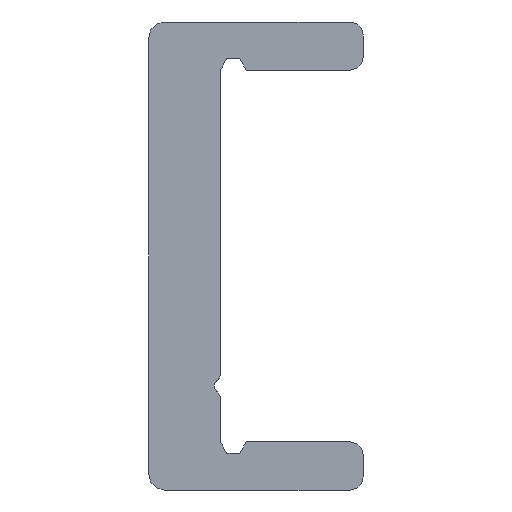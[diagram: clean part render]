
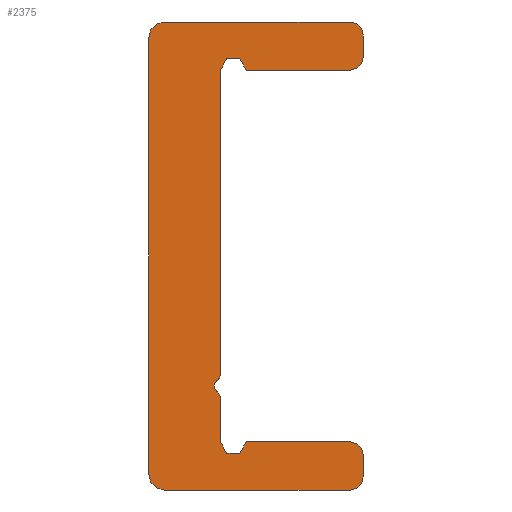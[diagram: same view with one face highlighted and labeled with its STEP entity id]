
A CAD part, left-side view. The second image highlights one B-rep face of the part: STEP entity #2375.
In plain terms, the highlighted planar face has unit normal (-1, 0, 0).
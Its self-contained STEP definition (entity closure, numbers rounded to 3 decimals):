
#1548=CARTESIAN_POINT('',(0.0,1.375,-4.567));
#1549=VERTEX_POINT('',#1548);
#1556=CARTESIAN_POINT('',(0.0,1.5,-4.783));
#1557=VERTEX_POINT('',#1556);
#1558=CARTESIAN_POINT('',(0.0,1.625,-4.567));
#1559=DIRECTION('',(1.0,0.0,0.0));
#1560=DIRECTION('',(0.0,-1.0,0.0));
#1561=AXIS2_PLACEMENT_3D('',#1558,#1559,#1560);
#1562=CIRCLE('',#1561,0.25);
#1563=EDGE_CURVE('',#1549,#1557,#1562,.T.);
#1673=CARTESIAN_POINT('',(0.0,1.375,7.15));
#1674=VERTEX_POINT('',#1673);
#1681=CARTESIAN_POINT('',(0.0,1.375,7.15));
#1682=DIRECTION('',(0.0,0.0,-1.0));
#1683=VECTOR('',#1682,11.717);
#1684=LINE('',#1681,#1683);
#1685=EDGE_CURVE('',#1674,#1549,#1684,.T.);
#1741=CARTESIAN_POINT('',(0.0,-4.125,-8.5));
#1742=VERTEX_POINT('',#1741);
#1749=CARTESIAN_POINT('',(0.0,-3.625,-9.0));
#1750=VERTEX_POINT('',#1749);
#1751=CARTESIAN_POINT('',(0.0,-3.625,-8.5));
#1752=DIRECTION('',(1.0,0.0,0.0));
#1753=DIRECTION('',(0.0,-1.0,0.0));
#1754=AXIS2_PLACEMENT_3D('',#1751,#1752,#1753);
#1755=CIRCLE('',#1754,0.5);
#1756=EDGE_CURVE('',#1742,#1750,#1755,.T.);
#1780=CARTESIAN_POINT('',(0.0,-4.125,-7.65));
#1781=VERTEX_POINT('',#1780);
#1788=CARTESIAN_POINT('',(0.0,-4.125,-7.65));
#1789=DIRECTION('',(0.0,0.0,-1.0));
#1790=VECTOR('',#1789,0.85);
#1791=LINE('',#1788,#1790);
#1792=EDGE_CURVE('',#1781,#1742,#1791,.T.);
#1812=CARTESIAN_POINT('',(0.0,-3.625,-7.15));
#1813=VERTEX_POINT('',#1812);
#1820=CARTESIAN_POINT('',(0.0,-3.625,-7.65));
#1821=DIRECTION('',(1.0,0.0,0.0));
#1822=DIRECTION('',(0.0,0.0,1.0));
#1823=AXIS2_PLACEMENT_3D('',#1820,#1821,#1822);
#1824=CIRCLE('',#1823,0.5);
#1825=EDGE_CURVE('',#1813,#1781,#1824,.T.);
#1844=CARTESIAN_POINT('',(0.0,0.375,-7.15));
#1845=VERTEX_POINT('',#1844);
#1852=CARTESIAN_POINT('',(0.0,0.375,-7.15));
#1853=DIRECTION('',(0.0,-1.0,0.0));
#1854=VECTOR('',#1853,4.);
#1855=LINE('',#1852,#1854);
#1856=EDGE_CURVE('',#1845,#1813,#1855,.T.);
#1876=CARTESIAN_POINT('',(0.0,1.375,-7.15));
#1877=VERTEX_POINT('',#1876);
#1884=CARTESIAN_POINT('',(0.0,0.875,-7.15));
#1885=DIRECTION('',(-1.0,0.0,0.0));
#1886=DIRECTION('',(0.0,1.,0.));
#1887=AXIS2_PLACEMENT_3D('',#1884,#1885,#1886);
#1888=CIRCLE('',#1887,0.5);
#1889=EDGE_CURVE('',#1877,#1845,#1888,.T.);
#1908=CARTESIAN_POINT('',(0.0,1.375,-5.433));
#1909=VERTEX_POINT('',#1908);
#1916=CARTESIAN_POINT('',(0.0,1.375,-5.433));
#1917=DIRECTION('',(0.0,0.0,-1.0));
#1918=VECTOR('',#1917,1.717);
#1919=LINE('',#1916,#1918);
#1920=EDGE_CURVE('',#1909,#1877,#1919,.T.);
#1940=CARTESIAN_POINT('',(0.0,1.5,-5.217));
#1941=VERTEX_POINT('',#1940);
#1948=CARTESIAN_POINT('',(0.0,1.625,-5.433));
#1949=DIRECTION('',(1.0,0.0,0.0));
#1950=DIRECTION('',(0.0,-0.5,0.866));
#1951=AXIS2_PLACEMENT_3D('',#1948,#1949,#1950);
#1952=CIRCLE('',#1951,0.25);
#1953=EDGE_CURVE('',#1941,#1909,#1952,.T.);
#1972=CARTESIAN_POINT('',(0.0,1.375,-5.0));
#1973=DIRECTION('',(-1.0,0.0,0.0));
#1974=DIRECTION('',(0.0,-0.5,0.866));
#1975=AXIS2_PLACEMENT_3D('',#1972,#1973,#1974);
#1976=CIRCLE('',#1975,0.25);
#1977=EDGE_CURVE('',#1557,#1941,#1976,.T.);
#1997=CARTESIAN_POINT('',(0.0,0.375,7.15));
#1998=VERTEX_POINT('',#1997);
#2005=CARTESIAN_POINT('',(0.0,0.875,7.15));
#2006=DIRECTION('',(-1.0,0.0,0.0));
#2007=DIRECTION('',(0.0,-1.0,0.0));
#2008=AXIS2_PLACEMENT_3D('',#2005,#2006,#2007);
#2009=CIRCLE('',#2008,0.5);
#2010=EDGE_CURVE('',#1998,#1674,#2009,.T.);
#2029=CARTESIAN_POINT('',(0.0,-3.625,7.15));
#2030=VERTEX_POINT('',#2029);
#2037=CARTESIAN_POINT('',(0.0,-3.625,7.15));
#2038=DIRECTION('',(0.0,1.0,0.0));
#2039=VECTOR('',#2038,4.0);
#2040=LINE('',#2037,#2039);
#2041=EDGE_CURVE('',#2030,#1998,#2040,.T.);
#2061=CARTESIAN_POINT('',(0.0,-4.125,7.65));
#2062=VERTEX_POINT('',#2061);
#2069=CARTESIAN_POINT('',(0.0,-3.625,7.65));
#2070=DIRECTION('',(1.0,0.0,0.0));
#2071=DIRECTION('',(0.0,-1.0,0.0));
#2072=AXIS2_PLACEMENT_3D('',#2069,#2070,#2071);
#2073=CIRCLE('',#2072,0.5);
#2074=EDGE_CURVE('',#2062,#2030,#2073,.T.);
#2093=CARTESIAN_POINT('',(0.0,-4.125,8.5));
#2094=VERTEX_POINT('',#2093);
#2101=CARTESIAN_POINT('',(0.0,-4.125,8.5));
#2102=DIRECTION('',(0.0,0.0,-1.0));
#2103=VECTOR('',#2102,0.85);
#2104=LINE('',#2101,#2103);
#2105=EDGE_CURVE('',#2094,#2062,#2104,.T.);
#2125=CARTESIAN_POINT('',(0.0,-3.625,9.0));
#2126=VERTEX_POINT('',#2125);
#2133=CARTESIAN_POINT('',(0.0,-3.625,8.5));
#2134=DIRECTION('',(1.0,0.0,0.0));
#2135=DIRECTION('',(0.0,0.0,1.0));
#2136=AXIS2_PLACEMENT_3D('',#2133,#2134,#2135);
#2137=CIRCLE('',#2136,0.5);
#2138=EDGE_CURVE('',#2126,#2094,#2137,.T.);
#2157=CARTESIAN_POINT('',(0.0,3.525,9.0));
#2158=VERTEX_POINT('',#2157);
#2165=CARTESIAN_POINT('',(0.0,3.525,9.0));
#2166=DIRECTION('',(0.0,-1.0,0.0));
#2167=VECTOR('',#2166,7.15);
#2168=LINE('',#2165,#2167);
#2169=EDGE_CURVE('',#2158,#2126,#2168,.T.);
#2189=CARTESIAN_POINT('',(0.0,4.125,8.4));
#2190=VERTEX_POINT('',#2189);
#2197=CARTESIAN_POINT('',(0.0,3.525,8.4));
#2198=DIRECTION('',(1.0,0.0,0.0));
#2199=DIRECTION('',(0.0,1.0,0.0));
#2200=AXIS2_PLACEMENT_3D('',#2197,#2198,#2199);
#2201=CIRCLE('',#2200,0.6);
#2202=EDGE_CURVE('',#2190,#2158,#2201,.T.);
#2221=CARTESIAN_POINT('',(0.0,4.125,-8.4));
#2222=VERTEX_POINT('',#2221);
#2229=CARTESIAN_POINT('',(0.0,4.125,-8.4));
#2230=DIRECTION('',(0.0,0.0,1.0));
#2231=VECTOR('',#2230,16.8);
#2232=LINE('',#2229,#2231);
#2233=EDGE_CURVE('',#2222,#2190,#2232,.T.);
#2307=CARTESIAN_POINT('',(0.0,3.525,-9.0));
#2308=VERTEX_POINT('',#2307);
#2315=CARTESIAN_POINT('',(0.0,3.525,-8.4));
#2316=DIRECTION('',(1.0,0.0,0.0));
#2317=DIRECTION('',(0.0,0.0,-1.0));
#2318=AXIS2_PLACEMENT_3D('',#2315,#2316,#2317);
#2319=CIRCLE('',#2318,0.6);
#2320=EDGE_CURVE('',#2308,#2222,#2319,.T.);
#2338=CARTESIAN_POINT('',(0.0,-3.625,-9.0));
#2339=DIRECTION('',(0.0,1.0,0.0));
#2340=VECTOR('',#2339,7.15);
#2341=LINE('',#2338,#2340);
#2342=EDGE_CURVE('',#1750,#2308,#2341,.T.);
#2348=CARTESIAN_POINT('',(0.0,1.046,-0.014));
#2349=DIRECTION('',(1.0,0.0,0.0));
#2350=DIRECTION('',(0.0,0.0,-1.0));
#2351=AXIS2_PLACEMENT_3D('',#2348,#2349,#2350);
#2352=PLANE('',#2351);
#2353=ORIENTED_EDGE('',*,*,#2342,.F.);
#2354=ORIENTED_EDGE('',*,*,#1756,.F.);
#2355=ORIENTED_EDGE('',*,*,#1792,.F.);
#2356=ORIENTED_EDGE('',*,*,#1825,.F.);
#2357=ORIENTED_EDGE('',*,*,#1856,.F.);
#2358=ORIENTED_EDGE('',*,*,#1889,.F.);
#2359=ORIENTED_EDGE('',*,*,#1920,.F.);
#2360=ORIENTED_EDGE('',*,*,#1953,.F.);
#2361=ORIENTED_EDGE('',*,*,#1977,.F.);
#2362=ORIENTED_EDGE('',*,*,#1563,.F.);
#2363=ORIENTED_EDGE('',*,*,#1685,.F.);
#2364=ORIENTED_EDGE('',*,*,#2010,.F.);
#2365=ORIENTED_EDGE('',*,*,#2041,.F.);
#2366=ORIENTED_EDGE('',*,*,#2074,.F.);
#2367=ORIENTED_EDGE('',*,*,#2105,.F.);
#2368=ORIENTED_EDGE('',*,*,#2138,.F.);
#2369=ORIENTED_EDGE('',*,*,#2169,.F.);
#2370=ORIENTED_EDGE('',*,*,#2202,.F.);
#2371=ORIENTED_EDGE('',*,*,#2233,.F.);
#2372=ORIENTED_EDGE('',*,*,#2320,.F.);
#2373=EDGE_LOOP('',(#2353,#2354,#2355,#2356,#2357,#2358,#2359,#2360,#2361,#2362,#2363,#2364,#2365,#2366,#2367,#2368,#2369,#2370,#2371,#2372));
#2374=FACE_OUTER_BOUND('',#2373,.T.);
#2375=ADVANCED_FACE('',(#2374),#2352,.F.);
